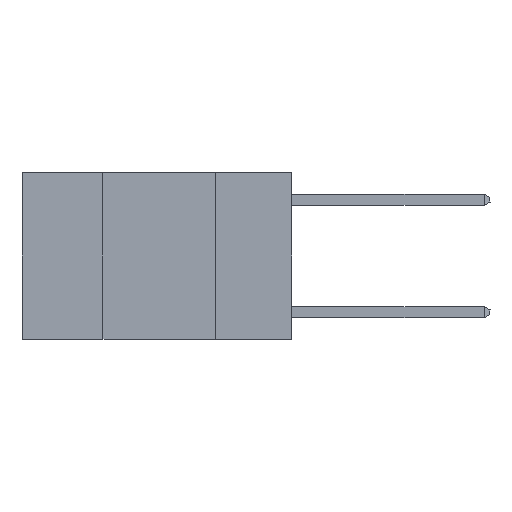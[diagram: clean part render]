
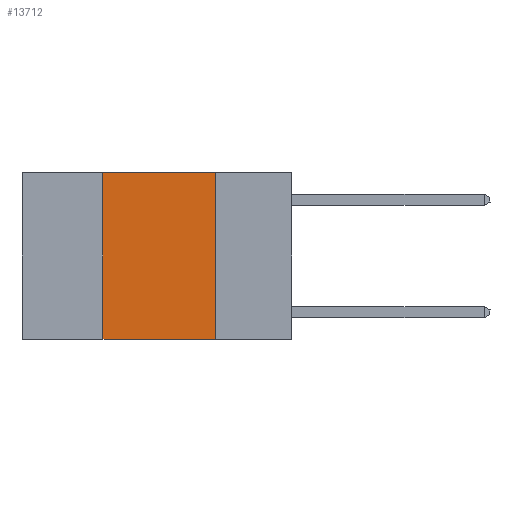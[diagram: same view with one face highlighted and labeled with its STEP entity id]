
A CAD part, left-side view. The second image highlights one B-rep face of the part: STEP entity #13712.
In plain terms, the highlighted planar face has unit normal (-1, 0, 0).
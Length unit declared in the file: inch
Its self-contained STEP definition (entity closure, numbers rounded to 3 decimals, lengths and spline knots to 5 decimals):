
#85 = CARTESIAN_POINT ( 'NONE',  ( 0., 0.6, -0.37 ) ) ;
#1369 = EDGE_CURVE ( 'NONE', #5860, #8998, #20471, .T. ) ;
#1371 = VECTOR ( 'NONE', #25769, 39.37008 ) ;
#1821 = EDGE_CURVE ( 'NONE', #6448, #5860, #29202, .T. ) ;
#2211 = CARTESIAN_POINT ( 'NONE',  ( 0., 0.42, 0. ) ) ;
#4827 = EDGE_LOOP ( 'NONE', ( #28596, #14703, #28504, #11230 ) ) ;
#5506 = VERTEX_POINT ( 'NONE', #27072 ) ;
#5860 = VERTEX_POINT ( 'NONE', #6643 ) ;
#6270 = DIRECTION ( 'NONE',  ( 0., -1., 0. ) ) ;
#6448 = VERTEX_POINT ( 'NONE', #2211 ) ;
#6643 = CARTESIAN_POINT ( 'NONE',  ( 0., 0.17, 0. ) ) ;
#8360 = CARTESIAN_POINT ( 'NONE',  ( 0., 0.6, 0. ) ) ;
#8499 = CARTESIAN_POINT ( 'NONE',  ( 0., 0.17, -0.37 ) ) ;
#8998 = VERTEX_POINT ( 'NONE', #8499 ) ;
#9495 = EDGE_CURVE ( 'NONE', #5506, #6448, #24904, .T. ) ;
#10611 = FACE_OUTER_BOUND ( 'NONE', #4827, .T. ) ;
#10783 = CARTESIAN_POINT ( 'NONE',  ( 0., 0.6, 0. ) ) ;
#11230 = ORIENTED_EDGE ( 'NONE', *, *, #22656, .T. ) ;
#12009 = DIRECTION ( 'NONE',  ( 0., -1., 0. ) ) ;
#12724 = DIRECTION ( 'NONE',  ( 0., 0., -1. ) ) ;
#12820 = VECTOR ( 'NONE', #16147, 39.37008 ) ;
#12943 = VECTOR ( 'NONE', #6270, 39.37008 ) ;
#13712 = ADVANCED_FACE ( 'NONE', ( #10611 ), #22079, .F. ) ;
#14301 = CARTESIAN_POINT ( 'NONE',  ( 0., 0.17, 0. ) ) ;
#14589 = VECTOR ( 'NONE', #12009, 39.37008 ) ;
#14703 = ORIENTED_EDGE ( 'NONE', *, *, #1821, .F. ) ;
#16147 = DIRECTION ( 'NONE',  ( 0., 0., 1. ) ) ;
#18939 = LINE ( 'NONE', #85, #14589 ) ;
#19654 = DIRECTION ( 'NONE',  ( 1., 0., 0. ) ) ;
#20471 = LINE ( 'NONE', #14301, #1371 ) ;
#20669 = CARTESIAN_POINT ( 'NONE',  ( 0., 0.42, 0. ) ) ;
#22079 = PLANE ( 'NONE',  #22557 ) ;
#22557 = AXIS2_PLACEMENT_3D ( 'NONE', #8360, #19654, #12724 ) ;
#22656 = EDGE_CURVE ( 'NONE', #5506, #8998, #18939, .T. ) ;
#24904 = LINE ( 'NONE', #20669, #12820 ) ;
#25769 = DIRECTION ( 'NONE',  ( 0., 0., -1. ) ) ;
#27072 = CARTESIAN_POINT ( 'NONE',  ( 0., 0.42, -0.37 ) ) ;
#28504 = ORIENTED_EDGE ( 'NONE', *, *, #9495, .F. ) ;
#28596 = ORIENTED_EDGE ( 'NONE', *, *, #1369, .F. ) ;
#29202 = LINE ( 'NONE', #10783, #12943 ) ;
